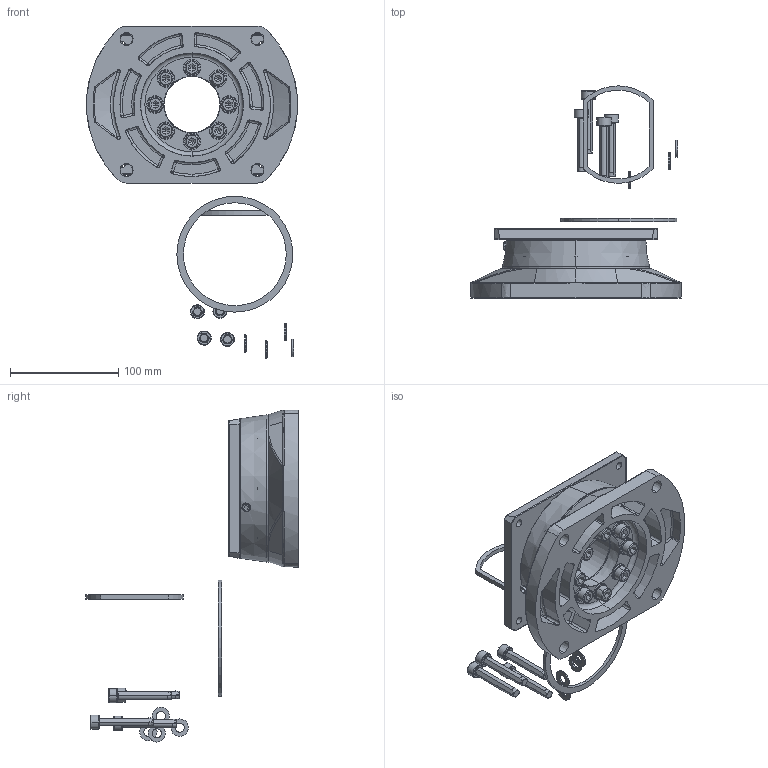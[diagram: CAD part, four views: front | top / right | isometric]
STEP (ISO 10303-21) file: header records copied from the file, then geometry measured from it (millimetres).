
FILE_DESCRIPTION (( 'STEP AP214' ), '1' );
FILE_NAME ('49477220.STEP', '2009-01-08T12:59:56', ( ' ' ), ( '' ), 'SwSTEP 2.0', 'SolidWorks 2008', '' );
FILE_SCHEMA (( 'AUTOMOTIVE_DESIGN' ));
Length unit declared in the file: millimetre
Products named in the file (18): 41778_Standard; 82398_Standard; 83019_Standard; 93152_Standard; 84343_Standard; 84342_Standard; 82399_Standard; 93672_Standard; 93675_Standard; 84046_Standard; 93201_Standard; 84353_Standard; 52311_lose im Beipack Aufsatzgelenk GTN II beigelegt; 93659_Standard; 49477220; 41779_Standard; 12811_Standard
Assembly tree (41 placements, depth 3):
  49477220
    93672_Standard  x8
    84342_Standard
    84046_Standard
    84353_Standard
    83019_Standard  x8
    41778_Standard
    93201_Standard  x4
    52311_lose im Beipack Aufsatzgelenk GTN II beigelegt
      83019_Standard  x4
      93152_Standard  x4
      82399_Standard
      82398_Standard
    93659_Standard
    84343_Standard
    41779_Standard
    12811_Standard
      12811_Standard
    93675_Standard
Bounding box: 194.32 x 196.07 x 306.54 mm (x, y, z)
Volume: 802504.5 mm3; surface area: 264442.6 mm2
Topology: 39 solids, 39 shells, 1152 faces, 2496 edges, 1441 vertices
Faces by surface type: plane 380, cylinder 290, cone 219, torus 187, bspline 74, sphere 2
Entity records: 34453 total; most frequent: CARTESIAN_POINT 18320, DIRECTION 3261, ORIENTED_EDGE 3028, EDGE_CURVE 1514, AXIS2_PLACEMENT_3D 1351, VERTEX_POINT 898, EDGE_LOOP 802, CIRCLE 702
